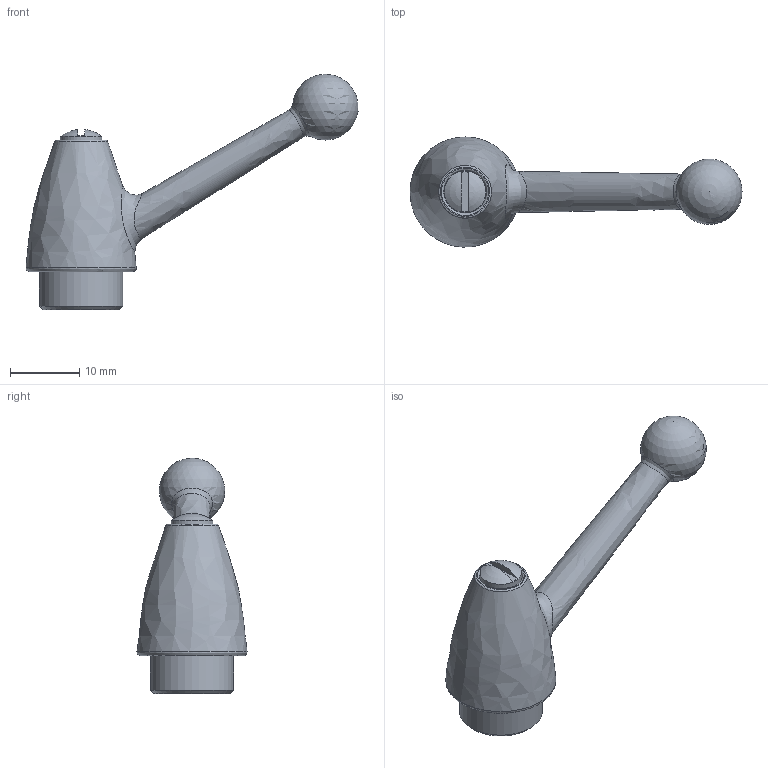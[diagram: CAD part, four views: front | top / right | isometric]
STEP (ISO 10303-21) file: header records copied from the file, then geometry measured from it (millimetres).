
FILE_DESCRIPTION( ( 'Unknown' ), '1' );
FILE_NAME( '7716010_J39_B_M05.stp', 'Unknown', ( 'Unknown' ), ( 'Unknown' ), 'PSStep 14.0', 'Unknown', ' ' );
FILE_SCHEMA( ( 'AUTOMOTIVE_DESIGN { 1 0 10303 214 1 1 1 1 }' ) );
Length unit declared in the file: millimetre
Products named in the file (1): 1
Bounding box: 47.91 x 15.89 x 34 mm (x, y, z)
Volume: 4122.7 mm3; surface area: 2236.4 mm2
Topology: 1 solids, 1 shells, 23 faces, 55 edges, 36 vertices
Faces by surface type: plane 7, bspline 6, cylinder 5, cone 2, sphere 2, torus 1
Full cylindrical faces by diameter (mm): 4.134 x2, 6 x1, 6.2 x1, 12 x1
Entity records: 6219 total; most frequent: CARTESIAN_POINT 5660, DIRECTION 68, ORIENTED_EDGE 50, EDGE_LOOP 42, FACE_OUTER_BOUND 35, AXIS2_PLACEMENT_3D 33, EDGE_CURVE 25, VERTEX_POINT 24
